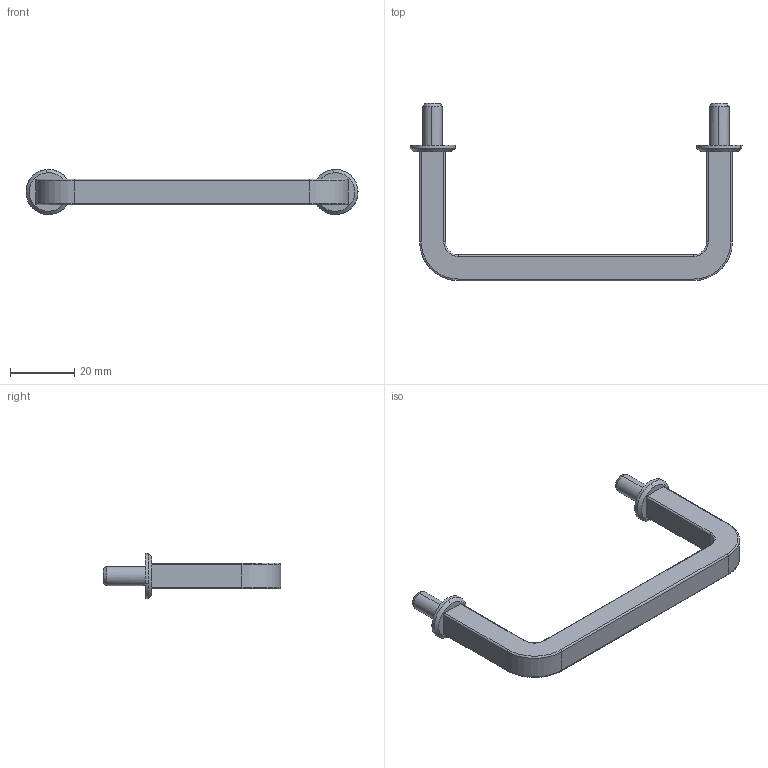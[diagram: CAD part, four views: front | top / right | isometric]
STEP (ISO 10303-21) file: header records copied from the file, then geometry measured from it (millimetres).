
FILE_DESCRIPTION( (''), '2;1');
FILE_NAME ('PC013.29624.THA_157S_1_7643.stp','2024-07-18T16:09:02',(''),(''),'spGate 19.8.4 (****-****-****-****)','','');
FILE_SCHEMA (('AUTOMOTIVE_DESIGN'));
Length unit declared in the file: millimetre
Products named in the file (4): Assembly; facing ring; pull; screw
Assembly tree (5 placements, depth 2):
  Assembly
    facing ring  x2
    pull
    screw  x2
Bounding box: 103 x 55 x 14 mm (x, y, z)
Volume: 11124 mm3; surface area: 6283.7 mm2
Topology: 5 solids, 5 shells, 62 faces, 160 edges, 108 vertices
Faces by surface type: cylinder 28, plane 18, bspline 16
Entity records: 2818 total; most frequent: CARTESIAN_POINT 574, DIRECTION 272, ORIENTED_EDGE 240, COLOUR_RGB 171, PRESENTATION_STYLE_ASSIGNMENT 171, STYLED_ITEM 171, EDGE_CURVE 120, DRAUGHTING_PRE_DEFINED_CURVE_FONT 120
